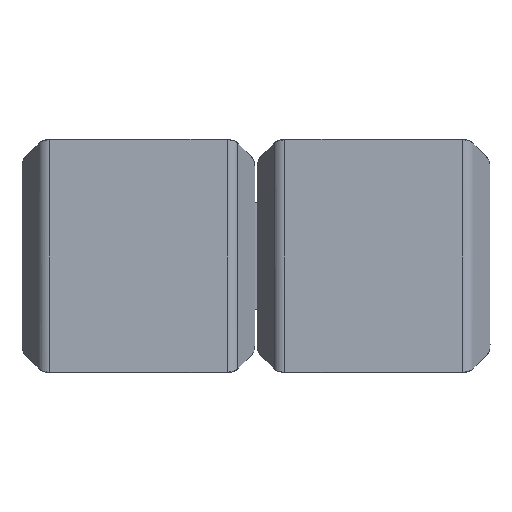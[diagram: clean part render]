
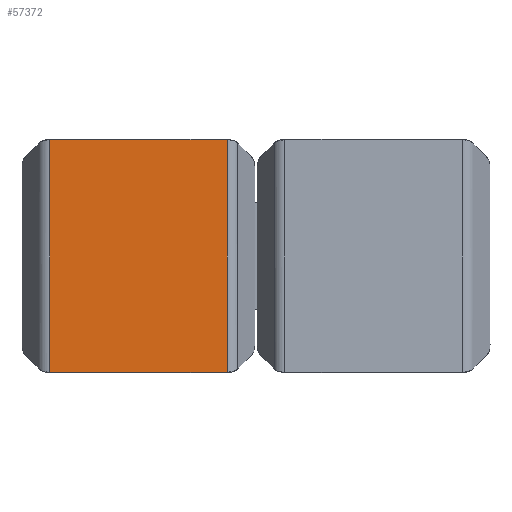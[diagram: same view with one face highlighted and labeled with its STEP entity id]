
A CAD part, top view. The second image highlights one B-rep face of the part: STEP entity #57372.
In plain terms, the highlighted planar face has unit normal (0, 0, 1).
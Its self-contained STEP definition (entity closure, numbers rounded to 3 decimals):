
#14317=DIRECTION('',(1.,0.,0.));
#14318=VECTOR('',#14317,218.718);
#14319=CARTESIAN_POINT('',(-109.359,143.134,
45.));
#14320=LINE('',#14319,#14318);
#14422=DIRECTION('',(0.,-1.,0.));
#14423=VECTOR('',#14422,286.268);
#14424=CARTESIAN_POINT('',(109.359,143.134,45.));
#14425=LINE('',#14424,#14423);
#14612=DIRECTION('',(-1.,0.,0.));
#14613=VECTOR('',#14612,218.718);
#14614=CARTESIAN_POINT('',(109.359,-143.134,
45.));
#14615=LINE('',#14614,#14613);
#14643=DIRECTION('',(0.,1.,0.));
#14644=VECTOR('',#14643,286.268);
#14645=CARTESIAN_POINT('',(-109.359,-143.134,45.));
#14646=LINE('',#14645,#14644);
#31368=CARTESIAN_POINT('',(109.359,143.134,45.));
#31369=CARTESIAN_POINT('',(109.359,-143.134,
45.));
#31370=VERTEX_POINT('',#31368);
#31371=VERTEX_POINT('',#31369);
#31624=CARTESIAN_POINT('',(-109.359,143.134,
45.));
#31625=VERTEX_POINT('',#31624);
#31645=CARTESIAN_POINT('',(-109.359,-143.134,45.));
#31646=VERTEX_POINT('',#31645);
#57361=CARTESIAN_POINT('',(0.,0.,45.));
#57362=DIRECTION('',(0.,0.,1.));
#57363=DIRECTION('',(0.,1.,0.));
#57364=AXIS2_PLACEMENT_3D('',#57361,#57362,#57363);
#57365=PLANE('',#57364);
#57366=ORIENTED_EDGE('',*,*,#57257,.T.);
#57367=ORIENTED_EDGE('',*,*,#57346,.T.);
#57368=ORIENTED_EDGE('',*,*,#56771,.T.);
#57369=ORIENTED_EDGE('',*,*,#56910,.T.);
#57370=EDGE_LOOP('',(#57366,#57367,#57368,#57369));
#57371=FACE_OUTER_BOUND('',#57370,.F.);
#57372=ADVANCED_FACE('',(#57371),#57365,.T.);
#56771=EDGE_CURVE('',#31625,#31370,#14320,.T.);
#56910=EDGE_CURVE('',#31370,#31371,#14425,.T.);
#57257=EDGE_CURVE('',#31371,#31646,#14615,.T.);
#57346=EDGE_CURVE('',#31646,#31625,#14646,.T.);
